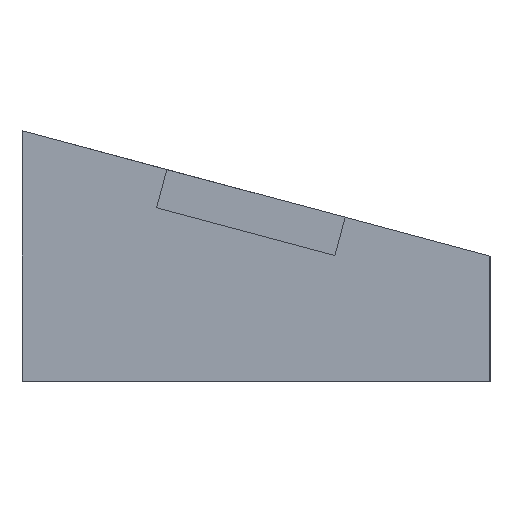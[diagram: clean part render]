
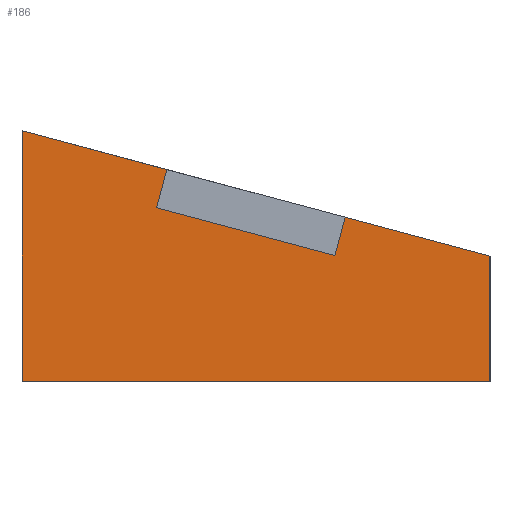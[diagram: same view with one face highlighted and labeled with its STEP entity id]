
A CAD part, left-side view. The second image highlights one B-rep face of the part: STEP entity #186.
In plain terms, the highlighted planar face has unit normal (-1, 0, 0).
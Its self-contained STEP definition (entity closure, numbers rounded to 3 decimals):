
#20=FACE_OUTER_BOUND('',#30,.T.);
#30=EDGE_LOOP('',(#147,#148,#149,#150,#151,#152,#153,#154));
#38=LINE('',#270,#62);
#43=LINE('',#281,#67);
#45=LINE('',#284,#69);
#46=LINE('',#287,#70);
#50=LINE('',#294,#74);
#51=LINE('',#297,#75);
#52=LINE('',#299,#76);
#53=LINE('',#300,#77);
#62=VECTOR('',#222,10.);
#67=VECTOR('',#231,10.);
#69=VECTOR('',#235,10.);
#70=VECTOR('',#238,10.);
#74=VECTOR('',#242,10.);
#75=VECTOR('',#245,10.);
#76=VECTOR('',#246,10.);
#77=VECTOR('',#247,10.);
#84=VERTEX_POINT('',#264);
#86=VERTEX_POINT('',#268);
#89=VERTEX_POINT('',#278);
#90=VERTEX_POINT('',#280);
#91=VERTEX_POINT('',#286);
#94=VERTEX_POINT('',#292);
#95=VERTEX_POINT('',#296);
#96=VERTEX_POINT('',#298);
#102=EDGE_CURVE('',#84,#86,#38,.T.);
#107=EDGE_CURVE('',#90,#89,#43,.T.);
#109=EDGE_CURVE('',#86,#90,#45,.T.);
#110=EDGE_CURVE('',#91,#84,#46,.T.);
#114=EDGE_CURVE('',#89,#94,#50,.T.);
#115=EDGE_CURVE('',#95,#94,#51,.T.);
#116=EDGE_CURVE('',#96,#95,#52,.T.);
#117=EDGE_CURVE('',#96,#91,#53,.T.);
#147=ORIENTED_EDGE('',*,*,#107,.T.);
#148=ORIENTED_EDGE('',*,*,#114,.T.);
#149=ORIENTED_EDGE('',*,*,#115,.F.);
#150=ORIENTED_EDGE('',*,*,#116,.F.);
#151=ORIENTED_EDGE('',*,*,#117,.T.);
#152=ORIENTED_EDGE('',*,*,#110,.T.);
#153=ORIENTED_EDGE('',*,*,#102,.T.);
#154=ORIENTED_EDGE('',*,*,#109,.T.);
#176=PLANE('',#210);
#186=ADVANCED_FACE('',(#20),#176,.T.);
#210=AXIS2_PLACEMENT_3D('',#295,#243,#244);
#222=DIRECTION('',(0.,0.259,-0.966));
#231=DIRECTION('',(0.,-0.259,0.966));
#235=DIRECTION('',(0.,0.966,0.259));
#238=DIRECTION('',(0.,0.966,0.259));
#242=DIRECTION('',(0.,0.966,0.259));
#243=DIRECTION('center_axis',(-1.,0.,0.));
#244=DIRECTION('ref_axis',(0.,-1.,0.));
#245=DIRECTION('',(0.,0.,1.));
#246=DIRECTION('',(0.,1.,0.));
#247=DIRECTION('',(0.,0.,1.));
#264=CARTESIAN_POINT('',(-60.,-6.762,12.44));
#268=CARTESIAN_POINT('',(-60.,-5.987,9.542));
#270=CARTESIAN_POINT('',(-60.,-4.39,3.575));
#278=CARTESIAN_POINT('',(-60.,6.762,16.06));
#280=CARTESIAN_POINT('',(-60.,7.538,13.162));
#281=CARTESIAN_POINT('',(-60.,9.134,7.194));
#284=CARTESIAN_POINT('',(-60.,7.278,13.092));
#286=CARTESIAN_POINT('',(-60.,-17.75,9.5));
#287=CARTESIAN_POINT('',(-60.,15.378,18.365));
#292=CARTESIAN_POINT('',(-60.,17.75,19.));
#294=CARTESIAN_POINT('',(-60.,15.378,18.365));
#295=CARTESIAN_POINT('Origin',(-60.,17.75,0.));
#296=CARTESIAN_POINT('',(-60.,17.75,0.));
#297=CARTESIAN_POINT('',(-60.,17.75,0.));
#298=CARTESIAN_POINT('',(-60.,-17.75,0.));
#299=CARTESIAN_POINT('',(-60.,-17.75,0.));
#300=CARTESIAN_POINT('',(-60.,-17.75,0.));
